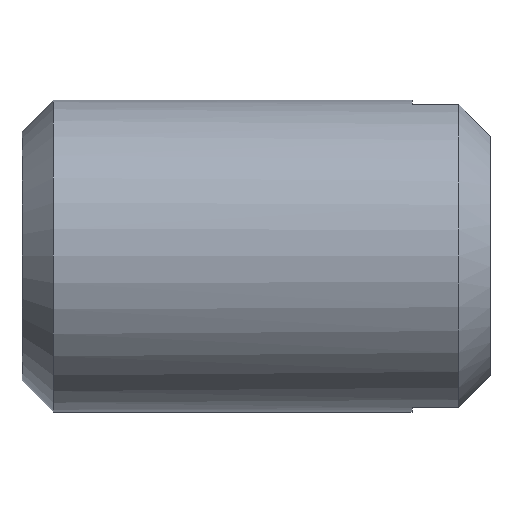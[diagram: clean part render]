
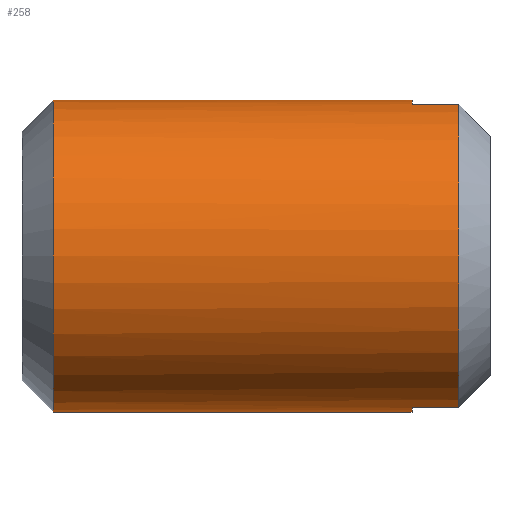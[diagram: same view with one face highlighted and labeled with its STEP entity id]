
A CAD part, left-side view. The second image highlights one B-rep face of the part: STEP entity #258.
In plain terms, the highlighted cylindrical face has radius 5 mm (diameter 10 mm), a partial arc.
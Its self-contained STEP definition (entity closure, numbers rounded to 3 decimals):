
#14 = CARTESIAN_POINT ( 'NONE',  ( -1.15, 2.5, 4.866 ) ) ;
#28 = VERTEX_POINT ( 'NONE', #227 ) ;
#31 = DIRECTION ( 'NONE',  ( 0., -1., 0. ) ) ;
#33 = CIRCLE ( 'NONE', #39, 5. ) ;
#39 = AXIS2_PLACEMENT_3D ( 'NONE', #682, #406, #464 ) ;
#51 = DIRECTION ( 'NONE',  ( 0., -1., 0. ) ) ;
#52 = AXIS2_PLACEMENT_3D ( 'NONE', #391, #567, #280 ) ;
#53 = VECTOR ( 'NONE', #69, 1000. ) ;
#69 = DIRECTION ( 'NONE',  ( 0., 1., 0. ) ) ;
#72 = CARTESIAN_POINT ( 'NONE',  ( -1.15, 2.5, -4.866 ) ) ;
#74 = LINE ( 'NONE', #645, #732 ) ;
#78 = CARTESIAN_POINT ( 'NONE',  ( 0., 14., 5. ) ) ;
#94 = VERTEX_POINT ( 'NONE', #72 ) ;
#103 = EDGE_CURVE ( 'NONE', #335, #28, #206, .T. ) ;
#117 = FACE_OUTER_BOUND ( 'NONE', #121, .T. ) ;
#121 = EDGE_LOOP ( 'NONE', ( #704, #458, #746, #362, #482, #719, #330, #483 ) ) ;
#125 = DIRECTION ( 'NONE',  ( 0., 0., 1. ) ) ;
#168 = EDGE_CURVE ( 'NONE', #184, #418, #314, .T. ) ;
#184 = VERTEX_POINT ( 'NONE', #525 ) ;
#197 = EDGE_CURVE ( 'NONE', #658, #418, #745, .T. ) ;
#206 = LINE ( 'NONE', #636, #305 ) ;
#216 = AXIS2_PLACEMENT_3D ( 'NONE', #528, #693, #250 ) ;
#227 = CARTESIAN_POINT ( 'NONE',  ( 0., 2.5, -5. ) ) ;
#237 = CARTESIAN_POINT ( 'NONE',  ( 0., 14., -5. ) ) ;
#245 = DIRECTION ( 'NONE',  ( 0., 1., 0. ) ) ;
#250 = DIRECTION ( 'NONE',  ( 0., 0., -1. ) ) ;
#258 = ADVANCED_FACE ( 'NONE', ( #117 ), #644, .T. ) ;
#264 = CARTESIAN_POINT ( 'NONE',  ( -1.15, 1., -4.866 ) ) ;
#280 = DIRECTION ( 'NONE',  ( 0., 0., 1. ) ) ;
#289 = CARTESIAN_POINT ( 'NONE',  ( -1.15, 15., 4.866 ) ) ;
#305 = VECTOR ( 'NONE', #520, 1000. ) ;
#314 = CIRCLE ( 'NONE', #216, 5. ) ;
#330 = ORIENTED_EDGE ( 'NONE', *, *, #197, .T. ) ;
#335 = VERTEX_POINT ( 'NONE', #237 ) ;
#343 = EDGE_CURVE ( 'NONE', #94, #28, #33, .T. ) ;
#352 = CIRCLE ( 'NONE', #52, 5. ) ;
#362 = ORIENTED_EDGE ( 'NONE', *, *, #343, .F. ) ;
#368 = DIRECTION ( 'NONE',  ( 0., -1., 0. ) ) ;
#369 = VERTEX_POINT ( 'NONE', #78 ) ;
#391 = CARTESIAN_POINT ( 'NONE',  ( 0., 14., 0. ) ) ;
#394 = EDGE_CURVE ( 'NONE', #94, #692, #74, .T. ) ;
#406 = DIRECTION ( 'NONE',  ( 0., -1., 0. ) ) ;
#418 = VERTEX_POINT ( 'NONE', #14 ) ;
#435 = EDGE_CURVE ( 'NONE', #692, #658, #512, .T. ) ;
#439 = VECTOR ( 'NONE', #31, 1000. ) ;
#443 = CARTESIAN_POINT ( 'NONE',  ( 0., 15., 5. ) ) ;
#454 = CARTESIAN_POINT ( 'NONE',  ( 0., 15., 0. ) ) ;
#458 = ORIENTED_EDGE ( 'NONE', *, *, #729, .T. ) ;
#464 = DIRECTION ( 'NONE',  ( 0., 0., -1. ) ) ;
#466 = LINE ( 'NONE', #443, #439 ) ;
#482 = ORIENTED_EDGE ( 'NONE', *, *, #394, .T. ) ;
#483 = ORIENTED_EDGE ( 'NONE', *, *, #168, .F. ) ;
#512 = CIRCLE ( 'NONE', #535, 5. ) ;
#520 = DIRECTION ( 'NONE',  ( 0., -1., 0. ) ) ;
#525 = CARTESIAN_POINT ( 'NONE',  ( 0., 2.5, 5. ) ) ;
#528 = CARTESIAN_POINT ( 'NONE',  ( 0., 2.5, 0. ) ) ;
#529 = AXIS2_PLACEMENT_3D ( 'NONE', #454, #51, #688 ) ;
#535 = AXIS2_PLACEMENT_3D ( 'NONE', #586, #245, #125 ) ;
#567 = DIRECTION ( 'NONE',  ( 0., -1., 0. ) ) ;
#586 = CARTESIAN_POINT ( 'NONE',  ( 0., 1., 0. ) ) ;
#636 = CARTESIAN_POINT ( 'NONE',  ( 0., 15., -5. ) ) ;
#644 = CYLINDRICAL_SURFACE ( 'NONE', #529, 5. ) ;
#645 = CARTESIAN_POINT ( 'NONE',  ( -1.15, 15., -4.866 ) ) ;
#658 = VERTEX_POINT ( 'NONE', #723 ) ;
#682 = CARTESIAN_POINT ( 'NONE',  ( 0., 2.5, 0. ) ) ;
#688 = DIRECTION ( 'NONE',  ( 0., 0., -1. ) ) ;
#692 = VERTEX_POINT ( 'NONE', #264 ) ;
#693 = DIRECTION ( 'NONE',  ( 0., -1., 0. ) ) ;
#694 = EDGE_CURVE ( 'NONE', #369, #184, #466, .T. ) ;
#704 = ORIENTED_EDGE ( 'NONE', *, *, #694, .F. ) ;
#719 = ORIENTED_EDGE ( 'NONE', *, *, #435, .T. ) ;
#723 = CARTESIAN_POINT ( 'NONE',  ( -1.15, 1., 4.866 ) ) ;
#729 = EDGE_CURVE ( 'NONE', #369, #335, #352, .T. ) ;
#732 = VECTOR ( 'NONE', #368, 1000. ) ;
#745 = LINE ( 'NONE', #289, #53 ) ;
#746 = ORIENTED_EDGE ( 'NONE', *, *, #103, .T. ) ;
